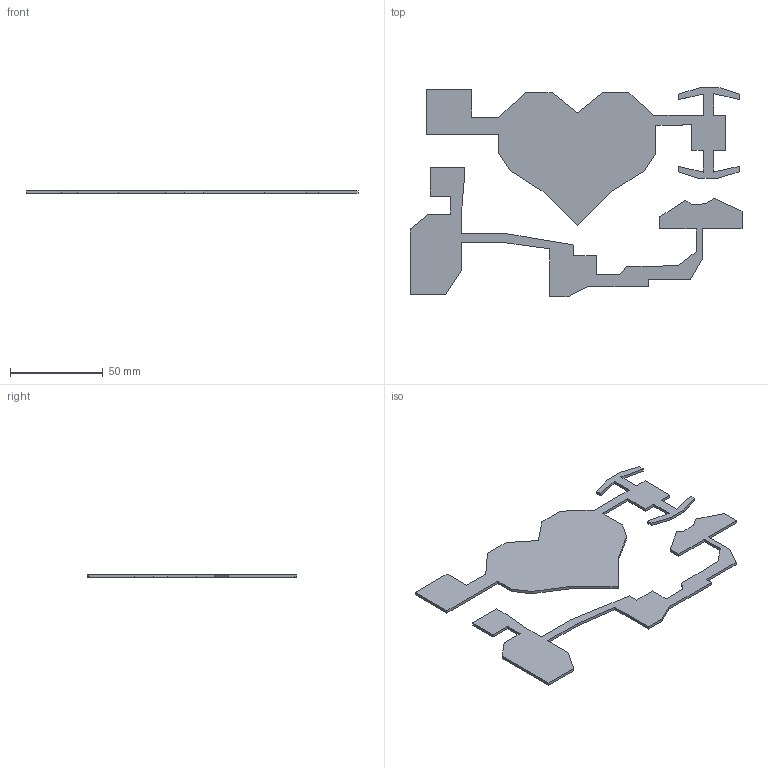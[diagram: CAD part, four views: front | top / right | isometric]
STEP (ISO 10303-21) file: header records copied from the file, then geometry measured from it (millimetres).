
FILE_DESCRIPTION(('KiCad electronic assembly'),'2;1');
FILE_NAME('proto-for-mfg.step','2025-04-16T22:47:52',('Pcbnew'),('Kicad' ),'Open CASCADE STEP processor 7.8','KiCad to STEP converter', 'Unknown');
FILE_SCHEMA(('AUTOMOTIVE_DESIGN { 1 0 10303 214 1 1 1 1 }'));
Length unit declared in the file: millimetre
Products named in the file (3): proto-for-mfg 1; proto-for-mfg-acrylic_PCB_1; proto-for-mfg-acrylic_PCB_2
Assembly tree (2 placements, depth 2):
  proto-for-mfg 1
    proto-for-mfg-acrylic_PCB_1
    proto-for-mfg-acrylic_PCB_2
Bounding box: 178.85 x 112.62 x 1.51 mm (x, y, z)
Volume: 13591.6 mm3; surface area: 19950.9 mm2
Topology: 2 solids, 2 shells, 91 faces, 261 edges, 174 vertices
Faces by surface type: plane 91
Entity records: 2976 total; most frequent: CARTESIAN_POINT 529, ORIENTED_EDGE 522, DIRECTION 449, EDGE_CURVE 261, LINE 261, VECTOR 261, VERTEX_POINT 174, AXIS2_PLACEMENT_3D 94
